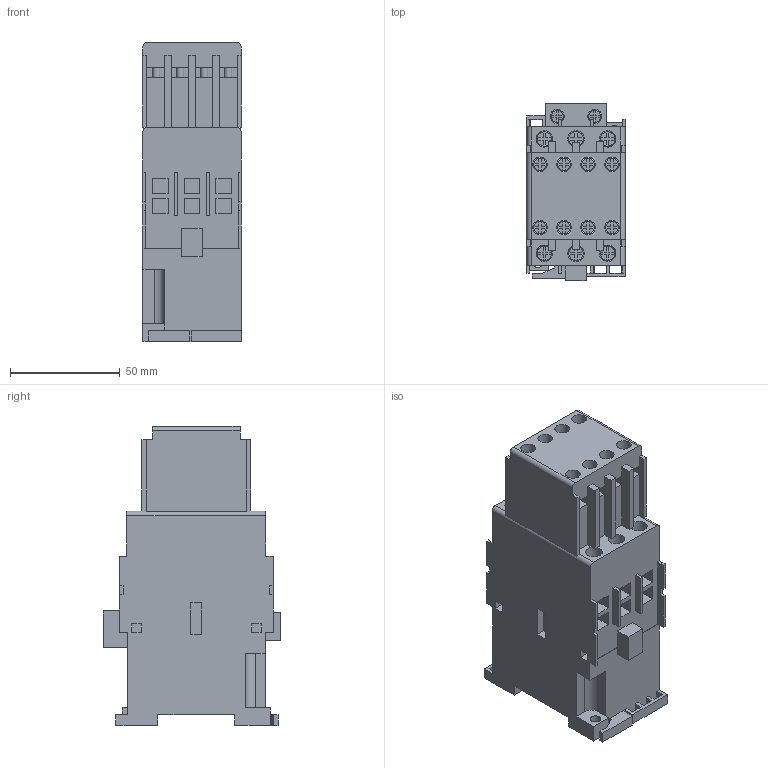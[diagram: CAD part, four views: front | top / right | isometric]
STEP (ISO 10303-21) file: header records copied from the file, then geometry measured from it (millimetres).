
FILE_DESCRIPTION(/* description */ (''),/* implementation_level */ '2;1');
FILE_NAME(/* name */ '100-C_BG1_100-F_4pol.stp',/* time_stamp */ '2012-07-19T09:54:17+02:00',/* author */ ('rota1'),/* organization */ ('RA'),/* preprocessor_version */ 'ST-DEVELOPER v11',/* originating_system */ 'SIEMENS PLM Software NX 7.5',/* authorisation */ '');
FILE_SCHEMA (('CONFIG_CONTROL_DESIGN'));
Length unit declared in the file: millimetre
Products named in the file (1): 000170_-.001
Bounding box: 44.8 x 80.7 x 136 mm (x, y, z)
Volume: 326647.4 mm3; surface area: 51105.8 mm2
Topology: 1 solids, 7 shells, 609 faces, 1646 edges, 1095 vertices
Faces by surface type: plane 559, cylinder 50
Full cylindrical faces by diameter (mm): 3 x2, 3.5 x8, 4.9 x2, 5.4 x2, 5.6 x8, 6.4 x2, 6.5 x6, 6.6 x8, 7.5 x6
Entity records: 18551 total; most frequent: CARTESIAN_POINT 3241, ORIENTED_EDGE 3138, DIRECTION 3007, EDGE_CURVE 1569, LINE 1351, VECTOR 1351, VERTEX_POINT 1062, AXIS2_PLACEMENT_3D 828
